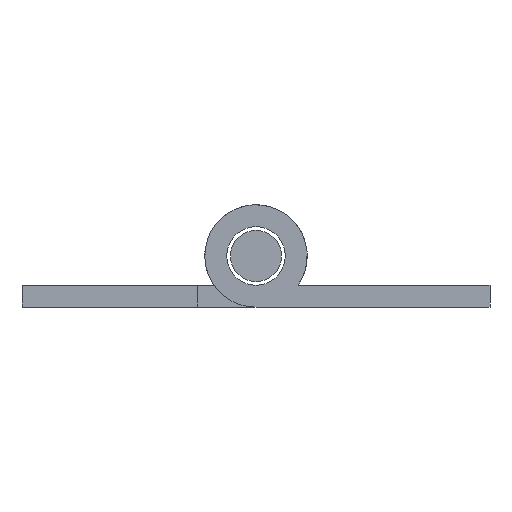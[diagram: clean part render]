
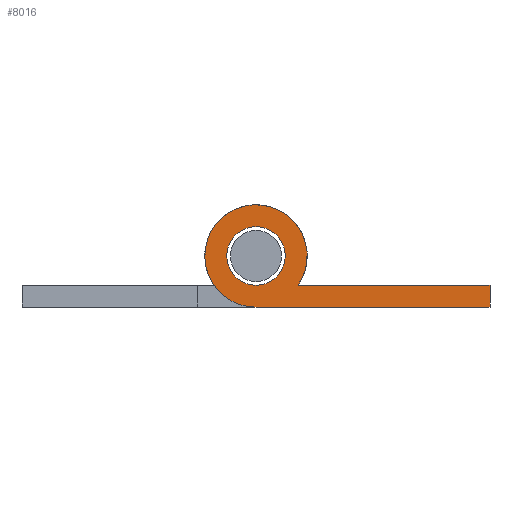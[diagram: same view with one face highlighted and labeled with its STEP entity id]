
A CAD part, front view. The second image highlights one B-rep face of the part: STEP entity #8016.
In plain terms, the highlighted planar face has unit normal (0, -1, 0).
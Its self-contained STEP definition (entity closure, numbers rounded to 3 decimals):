
#4907 = DIRECTION ( 'NONE',  ( 0., 0., 1. ) ) ;
#4908 = DIRECTION ( 'NONE',  ( 0., 1., 0. ) ) ;
#4909 = CARTESIAN_POINT ( 'NONE',  ( 0., -425., 0. ) ) ;
#4910 = AXIS2_PLACEMENT_3D ( 'NONE', #4909, #4908, #4907 ) ;
#4911 = CIRCLE ( 'NONE', #4910, 2. ) ;
#4914 = CARTESIAN_POINT ( 'NONE',  ( 0., -425., 2. ) ) ;
#4915 = CARTESIAN_POINT ( 'NONE',  ( 0., -425., -2. ) ) ;
#5079 = CARTESIAN_POINT ( 'NONE',  ( 16., -425., -2. ) ) ;
#5080 = CARTESIAN_POINT ( 'NONE',  ( 16., -425., -3.5 ) ) ;
#5081 = DIRECTION ( 'NONE',  ( 0., 0., -1. ) ) ;
#5082 = VECTOR ( 'NONE', #5081, 1000. ) ;
#5083 = CARTESIAN_POINT ( 'NONE',  ( 16., -425., -3.5 ) ) ;
#5084 = LINE ( 'NONE', #5083, #5082 ) ;
#5085 = DIRECTION ( 'NONE',  ( 1., 0., 0. ) ) ;
#5086 = VECTOR ( 'NONE', #5085, 1000. ) ;
#5087 = CARTESIAN_POINT ( 'NONE',  ( 16., -425., -2. ) ) ;
#5093 = LINE ( 'NONE', #5087, #5086 ) ;
#5119 = DIRECTION ( 'NONE',  ( 0., 0., 1. ) ) ;
#5120 = DIRECTION ( 'NONE',  ( 0., 1., 0. ) ) ;
#5121 = CARTESIAN_POINT ( 'NONE',  ( 0., -425., 0. ) ) ;
#5122 = AXIS2_PLACEMENT_3D ( 'NONE', #5121, #5120, #5119 ) ;
#5123 = PLANE ( 'NONE',  #5122 ) ;
#5124 = FACE_BOUND ( 'NONE', #8487, .T. ) ;
#5125 = FACE_OUTER_BOUND ( 'NONE', #8442, .T. ) ;
#5810 = DIRECTION ( 'NONE',  ( 0., 0., 1. ) ) ;
#5811 = DIRECTION ( 'NONE',  ( 0., 1., 0. ) ) ;
#5812 = CARTESIAN_POINT ( 'NONE',  ( 0., -425., 0. ) ) ;
#5813 = AXIS2_PLACEMENT_3D ( 'NONE', #5812, #5811, #5810 ) ;
#5814 = CIRCLE ( 'NONE', #5813, 2. ) ;
#5868 = DIRECTION ( 'NONE',  ( -1., 0., 0. ) ) ;
#5869 = VECTOR ( 'NONE', #5868, 1000. ) ;
#5870 = CARTESIAN_POINT ( 'NONE',  ( 0., -425., -3.5 ) ) ;
#5871 = LINE ( 'NONE', #5870, #5869 ) ;
#6240 = DIRECTION ( 'NONE',  ( 0., 1., 0. ) ) ;
#6241 = CARTESIAN_POINT ( 'NONE',  ( 0., -425., 0. ) ) ;
#6242 = AXIS2_PLACEMENT_3D ( 'NONE', #6241, #6240, #6301 ) ;
#6243 = CIRCLE ( 'NONE', #6242, 3.5 ) ;
#6257 = CARTESIAN_POINT ( 'NONE',  ( 2.872, -425., -2. ) ) ;
#6258 = CARTESIAN_POINT ( 'NONE',  ( 0., -425., -3.5 ) ) ;
#6301 = DIRECTION ( 'NONE',  ( 0., 0., 1. ) ) ;
#7916 = VERTEX_POINT ( 'NONE', #4915 ) ;
#7917 = VERTEX_POINT ( 'NONE', #4914 ) ;
#7918 = EDGE_CURVE ( 'NONE', #7916, #7917, #4911, .T. ) ;
#7989 = ORIENTED_EDGE ( 'NONE', *, *, #8764, .F. ) ;
#7990 = ORIENTED_EDGE ( 'NONE', *, *, #8488, .F. ) ;
#7992 = EDGE_CURVE ( 'NONE', #8757, #8002, #5093, .T. ) ;
#7998 = ORIENTED_EDGE ( 'NONE', *, *, #7992, .F. ) ;
#7999 = ORIENTED_EDGE ( 'NONE', *, *, #8000, .F. ) ;
#8000 = EDGE_CURVE ( 'NONE', #8002, #8001, #5084, .T. ) ;
#8001 = VERTEX_POINT ( 'NONE', #5080 ) ;
#8002 = VERTEX_POINT ( 'NONE', #5079 ) ;
#8016 = ADVANCED_FACE ( 'NONE', ( #5125, #5124 ), #5123, .F. ) ;
#8442 = EDGE_LOOP ( 'NONE', ( #7999, #7998, #7989, #7990 ) ) ;
#8482 = EDGE_CURVE ( 'NONE', #7917, #7916, #5814, .T. ) ;
#8486 = ORIENTED_EDGE ( 'NONE', *, *, #8482, .T. ) ;
#8487 = EDGE_LOOP ( 'NONE', ( #8490, #8486 ) ) ;
#8488 = EDGE_CURVE ( 'NONE', #8001, #8756, #5871, .T. ) ;
#8490 = ORIENTED_EDGE ( 'NONE', *, *, #7918, .T. ) ;
#8756 = VERTEX_POINT ( 'NONE', #6258 ) ;
#8757 = VERTEX_POINT ( 'NONE', #6257 ) ;
#8764 = EDGE_CURVE ( 'NONE', #8756, #8757, #6243, .T. ) ;
